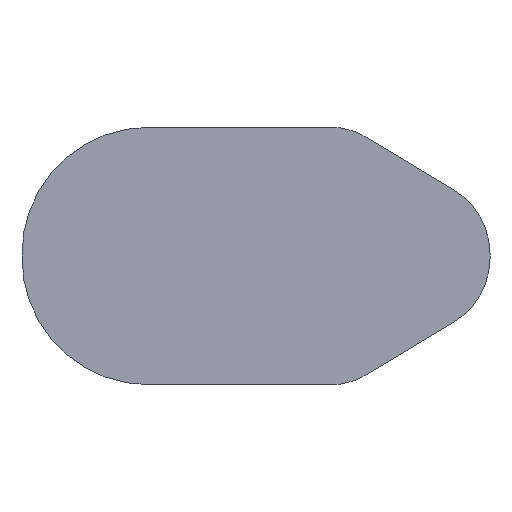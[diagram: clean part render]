
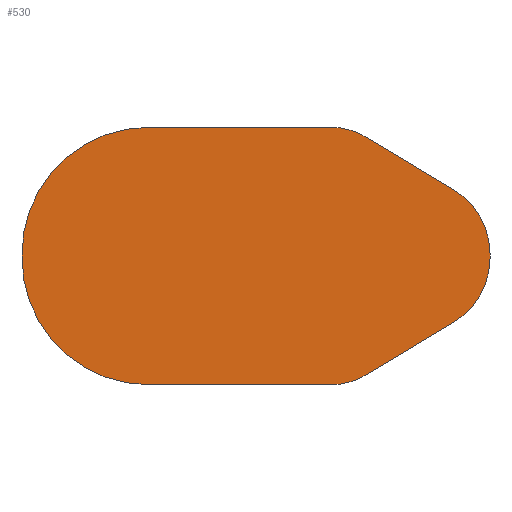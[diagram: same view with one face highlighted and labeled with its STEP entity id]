
A CAD part, front view. The second image highlights one B-rep face of the part: STEP entity #530.
In plain terms, the highlighted planar face has unit normal (0, -1, 0).
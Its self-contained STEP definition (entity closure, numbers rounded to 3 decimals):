
#2 = EDGE_CURVE ( 'NONE', #593, #296, #560, .T. ) ;
#4 = CARTESIAN_POINT ( 'NONE',  ( 11.663, 0., 12.752 ) ) ;
#6 = CARTESIAN_POINT ( 'NONE',  ( 0., 0., 0. ) ) ;
#14 = ORIENTED_EDGE ( 'NONE', *, *, #509, .F. ) ;
#16 = DIRECTION ( 'NONE',  ( 0., 0., -1. ) ) ;
#27 = VERTEX_POINT ( 'NONE', #4 ) ;
#31 = CARTESIAN_POINT ( 'NONE',  ( -25., 0., 13.75 ) ) ;
#38 = ORIENTED_EDGE ( 'NONE', *, *, #115, .T. ) ;
#39 = VECTOR ( 'NONE', #621, 1000. ) ;
#76 = LINE ( 'NONE', #81, #39 ) ;
#81 = CARTESIAN_POINT ( 'NONE',  ( 25., 0., 13.75 ) ) ;
#82 = CIRCLE ( 'NONE', #211, 13.5 ) ;
#87 = ORIENTED_EDGE ( 'NONE', *, *, #461, .T. ) ;
#102 = DIRECTION ( 'NONE',  ( 0., -1., 0. ) ) ;
#115 = EDGE_CURVE ( 'NONE', #552, #296, #82, .T. ) ;
#121 = DIRECTION ( 'NONE',  ( 0., -1., 0. ) ) ;
#153 = LINE ( 'NONE', #417, #467 ) ;
#168 = AXIS2_PLACEMENT_3D ( 'NONE', #6, #774, #16 ) ;
#173 = CARTESIAN_POINT ( 'NONE',  ( 25., 0., 0.22 ) ) ;
#181 = EDGE_CURVE ( 'NONE', #577, #375, #443, .T. ) ;
#183 = VERTEX_POINT ( 'NONE', #504 ) ;
#192 = AXIS2_PLACEMENT_3D ( 'NONE', #591, #102, #801 ) ;
#201 = EDGE_CURVE ( 'NONE', #375, #653, #570, .T. ) ;
#207 = DIRECTION ( 'NONE',  ( -0.857, 0., 0.514 ) ) ;
#211 = AXIS2_PLACEMENT_3D ( 'NONE', #312, #366, #380 ) ;
#220 = CARTESIAN_POINT ( 'NONE',  ( 11.663, 0., -12.752 ) ) ;
#224 = EDGE_LOOP ( 'NONE', ( #230, #759, #361, #38, #280, #714, #14, #87, #865, #734, #487, #772 ) ) ;
#229 = CARTESIAN_POINT ( 'NONE',  ( 10., 0., -13.75 ) ) ;
#230 = ORIENTED_EDGE ( 'NONE', *, *, #397, .T. ) ;
#241 = AXIS2_PLACEMENT_3D ( 'NONE', #541, #681, #341 ) ;
#260 = EDGE_CURVE ( 'NONE', #593, #729, #645, .T. ) ;
#273 = EDGE_CURVE ( 'NONE', #691, #407, #773, .T. ) ;
#276 = DIRECTION ( 'NONE',  ( -1., 0., 0. ) ) ;
#277 = CIRCLE ( 'NONE', #608, 7. ) ;
#280 = ORIENTED_EDGE ( 'NONE', *, *, #2, .F. ) ;
#291 = CARTESIAN_POINT ( 'NONE',  ( -11.5, 0., 13.75 ) ) ;
#296 = VERTEX_POINT ( 'NONE', #472 ) ;
#312 = CARTESIAN_POINT ( 'NONE',  ( -11.5, 0., 0.25 ) ) ;
#341 = DIRECTION ( 'NONE',  ( 0., 0., -1. ) ) ;
#361 = ORIENTED_EDGE ( 'NONE', *, *, #775, .F. ) ;
#366 = DIRECTION ( 'NONE',  ( 0., -1., 0. ) ) ;
#375 = VERTEX_POINT ( 'NONE', #849 ) ;
#380 = DIRECTION ( 'NONE',  ( 0., 0., -1. ) ) ;
#395 = CIRCLE ( 'NONE', #192, 7. ) ;
#397 = EDGE_CURVE ( 'NONE', #407, #27, #565, .T. ) ;
#399 = DIRECTION ( 'NONE',  ( 0., 0., -1. ) ) ;
#406 = CARTESIAN_POINT ( 'NONE',  ( 17., 0., -0.22 ) ) ;
#407 = VERTEX_POINT ( 'NONE', #425 ) ;
#409 = DIRECTION ( 'NONE',  ( 0., 0., -1. ) ) ;
#417 = CARTESIAN_POINT ( 'NONE',  ( -25., 0., -13.75 ) ) ;
#425 = CARTESIAN_POINT ( 'NONE',  ( 21.116, 0., 7.08 ) ) ;
#434 = CARTESIAN_POINT ( 'NONE',  ( -25., 0., -0.25 ) ) ;
#443 = LINE ( 'NONE', #229, #671 ) ;
#451 = VERTEX_POINT ( 'NONE', #485 ) ;
#461 = EDGE_CURVE ( 'NONE', #451, #577, #277, .T. ) ;
#467 = VECTOR ( 'NONE', #276, 1000. ) ;
#472 = CARTESIAN_POINT ( 'NONE',  ( -25., 0., 0.25 ) ) ;
#480 = CARTESIAN_POINT ( 'NONE',  ( 10., 0., 13.75 ) ) ;
#485 = CARTESIAN_POINT ( 'NONE',  ( 8.061, 0., -13.75 ) ) ;
#487 = ORIENTED_EDGE ( 'NONE', *, *, #595, .F. ) ;
#494 = PLANE ( 'NONE',  #168 ) ;
#501 = AXIS2_PLACEMENT_3D ( 'NONE', #892, #121, #409 ) ;
#504 = CARTESIAN_POINT ( 'NONE',  ( 8.061, 0., 13.75 ) ) ;
#509 = EDGE_CURVE ( 'NONE', #451, #729, #153, .T. ) ;
#530 = ADVANCED_FACE ( 'NONE', ( #547 ), #494, .T. ) ;
#541 = CARTESIAN_POINT ( 'NONE',  ( 17., 0., 0.22 ) ) ;
#547 = FACE_OUTER_BOUND ( 'NONE', #224, .T. ) ;
#552 = VERTEX_POINT ( 'NONE', #291 ) ;
#560 = LINE ( 'NONE', #614, #823 ) ;
#565 = LINE ( 'NONE', #480, #638 ) ;
#570 = CIRCLE ( 'NONE', #859, 8. ) ;
#577 = VERTEX_POINT ( 'NONE', #220 ) ;
#591 = CARTESIAN_POINT ( 'NONE',  ( 8.061, 0., 6.75 ) ) ;
#593 = VERTEX_POINT ( 'NONE', #434 ) ;
#595 = EDGE_CURVE ( 'NONE', #691, #653, #76, .T. ) ;
#608 = AXIS2_PLACEMENT_3D ( 'NONE', #763, #694, #629 ) ;
#614 = CARTESIAN_POINT ( 'NONE',  ( -25., 0., 13.75 ) ) ;
#621 = DIRECTION ( 'NONE',  ( 0., 0., -1. ) ) ;
#629 = DIRECTION ( 'NONE',  ( 0., 0., -1. ) ) ;
#638 = VECTOR ( 'NONE', #207, 1000. ) ;
#640 = DIRECTION ( 'NONE',  ( 0.857, 0., 0.514 ) ) ;
#645 = CIRCLE ( 'NONE', #501, 13.5 ) ;
#651 = EDGE_CURVE ( 'NONE', #27, #183, #395, .T. ) ;
#653 = VERTEX_POINT ( 'NONE', #868 ) ;
#671 = VECTOR ( 'NONE', #640, 1000. ) ;
#681 = DIRECTION ( 'NONE',  ( 0., -1., 0. ) ) ;
#691 = VERTEX_POINT ( 'NONE', #173 ) ;
#694 = DIRECTION ( 'NONE',  ( 0., -1., 0. ) ) ;
#714 = ORIENTED_EDGE ( 'NONE', *, *, #260, .T. ) ;
#729 = VERTEX_POINT ( 'NONE', #796 ) ;
#732 = VECTOR ( 'NONE', #789, 1000. ) ;
#734 = ORIENTED_EDGE ( 'NONE', *, *, #201, .T. ) ;
#759 = ORIENTED_EDGE ( 'NONE', *, *, #651, .T. ) ;
#763 = CARTESIAN_POINT ( 'NONE',  ( 8.061, 0., -6.75 ) ) ;
#772 = ORIENTED_EDGE ( 'NONE', *, *, #273, .T. ) ;
#773 = CIRCLE ( 'NONE', #241, 8. ) ;
#774 = DIRECTION ( 'NONE',  ( 0., -1., 0. ) ) ;
#775 = EDGE_CURVE ( 'NONE', #552, #183, #876, .T. ) ;
#789 = DIRECTION ( 'NONE',  ( 1., 0., 0. ) ) ;
#796 = CARTESIAN_POINT ( 'NONE',  ( -11.5, 0., -13.75 ) ) ;
#801 = DIRECTION ( 'NONE',  ( 0., 0., -1. ) ) ;
#823 = VECTOR ( 'NONE', #896, 1000. ) ;
#849 = CARTESIAN_POINT ( 'NONE',  ( 21.116, 0., -7.08 ) ) ;
#859 = AXIS2_PLACEMENT_3D ( 'NONE', #406, #889, #399 ) ;
#865 = ORIENTED_EDGE ( 'NONE', *, *, #181, .T. ) ;
#868 = CARTESIAN_POINT ( 'NONE',  ( 25., 0., -0.22 ) ) ;
#876 = LINE ( 'NONE', #31, #732 ) ;
#889 = DIRECTION ( 'NONE',  ( 0., -1., 0. ) ) ;
#892 = CARTESIAN_POINT ( 'NONE',  ( -11.5, 0., -0.25 ) ) ;
#896 = DIRECTION ( 'NONE',  ( 0., 0., 1. ) ) ;
